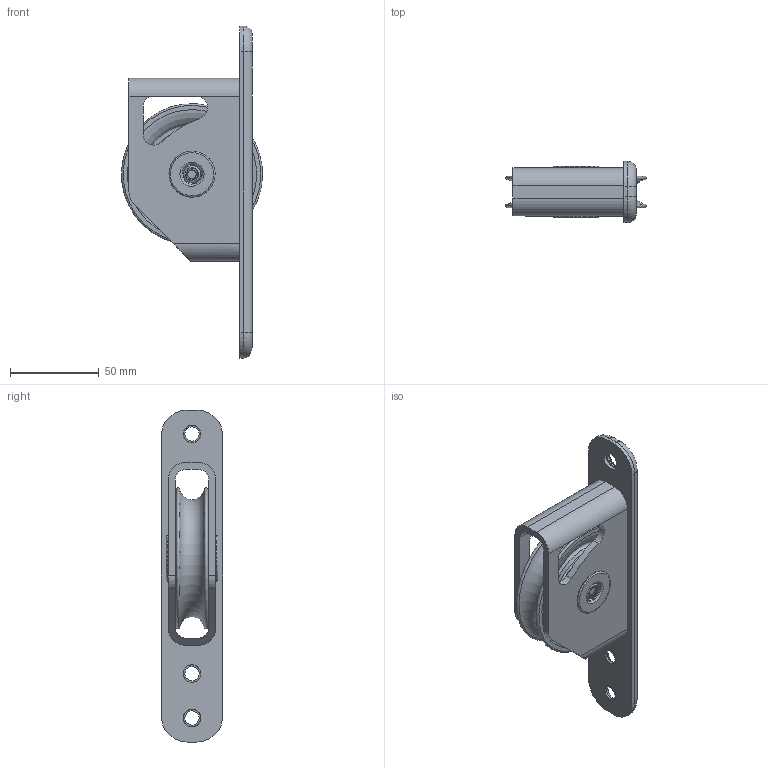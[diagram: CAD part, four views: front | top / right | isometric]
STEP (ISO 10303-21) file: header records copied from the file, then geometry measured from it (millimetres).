
FILE_DESCRIPTION(/* description */ (''),/* implementation_level */ '2;1');
FILE_NAME(/* name */ '00818-Z.stp',/* time_stamp */ '2021-01-08T16:03:58+01:00',/* author */ ('lucade'),/* organization */ (''),/* preprocessor_version */ 'ST-DEVELOPER v18.1',/* originating_system */ 'Autodesk Inventor 2021',/* authorisation */ '');
FILE_SCHEMA (('AUTOMOTIVE_DESIGN { 1 0 10303 214 3 1 1 }'));
Length unit declared in the file: millimetre
Products named in the file (1): 21010851
Bounding box: 79.35 x 34.5 x 187 mm (x, y, z)
Volume: 128317 mm3; surface area: 62438.8 mm2
Topology: 1 solids, 2 shells, 260 faces, 674 edges, 425 vertices
Faces by surface type: plane 101, cylinder 84, torus 43, cone 32
Full cylindrical faces by diameter (mm): 5 x2, 5.05 x1, 5.8 x2, 5.9 x1, 6.25 x2, 6.5 x1, 8 x3, 9.5 x1, 9.8 x3, 10 x4, 10.1 x1, 10.5 x1, 11.6 x1, 17.7 x3, 19.8 x2, 20 x2, 24.8 x1, 25 x1, 25.8 x2, 26 x1, 29.9 x2, 36.4 x2, 46.4 x2, 50.8 x2
Entity records: 8312 total; most frequent: CARTESIAN_POINT 1789, DIRECTION 1445, ORIENTED_EDGE 1344, EDGE_CURVE 672, AXIS2_PLACEMENT_3D 593, VERTEX_POINT 425, CIRCLE 328, EDGE_LOOP 297
